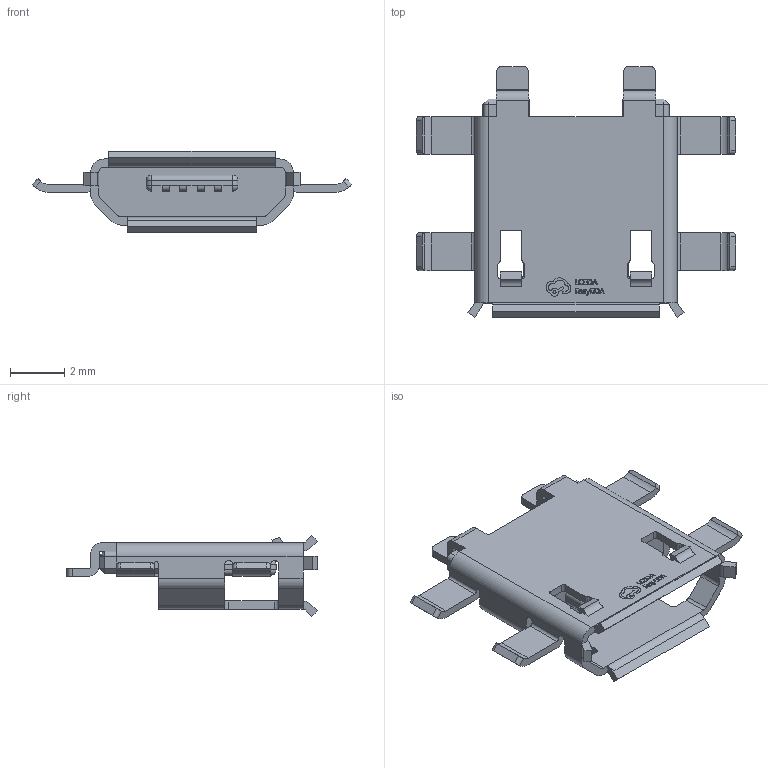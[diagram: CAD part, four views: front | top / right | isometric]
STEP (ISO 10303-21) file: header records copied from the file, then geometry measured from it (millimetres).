
FILE_DESCRIPTION (( 'STEP AP214' ), '1' );
FILE_NAME ('MICRO-USB-SMD_X62M-B-5P.step', '2022-07-07T03:05:39', ( '' ), ( '' ), 'SwSTEP 2.0', 'SolidWorks 2020', '' );
FILE_SCHEMA (( 'AUTOMOTIVE_DESIGN' ));
Length unit declared in the file: millimetre
Products named in the file (1): MICRO-USB-SMD_X62M-B-5P
Bounding box: 11.82 x 9.28 x 3 mm (x, y, z)
Volume: 74.8 mm3; surface area: 377.1 mm2
Topology: 2 solids, 2 shells, 594 faces, 1650 edges, 1080 vertices
Faces by surface type: plane 355, cylinder 121, bspline 112, sphere 4, cone 2
Entity records: 26026 total; most frequent: CARTESIAN_POINT 5471, ORIENTED_EDGE 3288, DIRECTION 2610, EDGE_CURVE 1644, VECTOR 1156, LINE 1156, VERTEX_POINT 1080, AXIS2_PLACEMENT_3D 727
